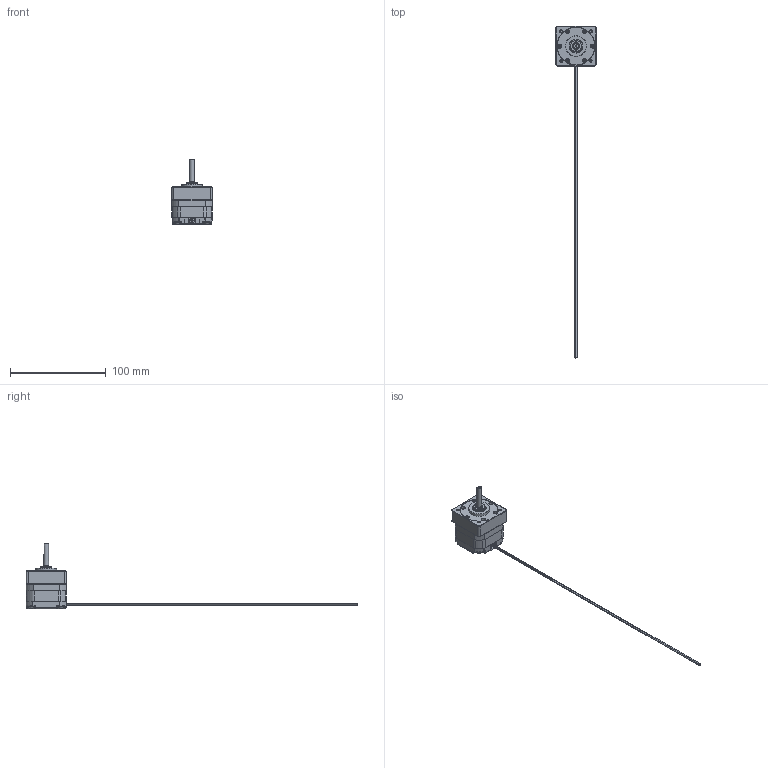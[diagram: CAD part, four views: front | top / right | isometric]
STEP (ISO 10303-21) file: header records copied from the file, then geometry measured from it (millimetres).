
FILE_DESCRIPTION(/* description */ (''),/* implementation_level */ '2;1');
FILE_NAME(/* name */ '4611110021361.stp',/* time_stamp */ '2021-05-18T12:36:12-07:00',/* author */ ('TKNguyen'),/* organization */ (''),/* preprocessor_version */ 'ST-DEVELOPER v17',/* originating_system */ 'Autodesk Inventor 2019',/* authorisation */ '');
FILE_SCHEMA (('AUTOMOTIVE_DESIGN { 1 0 10303 214 3 1 1 }'));
Products named in the file (27): 4611110021361; 4219121303960; 4613102800176 Solid; 4613102100915; 3698153000071; 3698153000033; 023-00048; 021-00282; 054-00028; 4613108008541; 4332101207801; 005-00086; 4118 35mm thick; 002-00101; 020-00001; 038-00505; 141-00010; 035-00076; 4332401000729; 4332401000729-02 Housing; 4332401000729-09 Shaft; 4332401000729-04 Big bearing; 4332401000729-07 Sun ring; 4332401000729-06 Small bearing; 4332401000729-05Shaft pinion gear; 4332401000729-11 RingPlate with holes; 038-00338
Assembly tree (41 placements, depth 4):
  4611110021361
    4219121303960
    4613102800176 Solid
      4613102100915
      3698153000071
      3698153000033
    023-00048
      021-00282
      020-00001
    054-00028
    4613108008541
      4332101207801
      005-00086  x2
        4118 35mm thick
      002-00101
      020-00001
    038-00505  x2
    141-00010
    035-00076
    4332401000729
      4332401000729-02 Housing
      4332401000729-09 Shaft
      4332401000729-04 Big bearing
      4332401000729-07 Sun ring
      4332401000729-06 Small bearing
      4332401000729-05Shaft pinion gear
      4332401000729-11 RingPlate with holes
    038-00338  x2
Bounding box: 42.16 x 347.47 x 68.71 mm (x, y, z)
Volume: 44756.7 mm3; surface area: 69401 mm2
Topology: 50 solids, 50 shells, 2084 faces, 5621 edges, 3667 vertices
Faces by surface type: plane 962, cylinder 883, cone 133, torus 50, sphere 34, bspline 22
Full cylindrical faces by diameter (mm): 0.965 x4, 1 x1, 1.25 x2, 1.524 x16, 1.6 x6, 2 x120, 2.2 x6, 2.21 x8, 2.464 x2, 2.5 x4, 2.997 x4, 3 x3, 3.302 x6, 3.404 x4, 3.498 x1, 3.5 x2, 4 x6, 4.793 x2, 4.994 x1, 4.996 x2, 5.001 x2, 5.207 x2, 5.5 x2, 6.2 x1, 6.3 x1, 6.49 x1, 6.518 x24, 6.6 x1, 6.985 x1, 7 x4
Entity records: 59547 total; most frequent: DIRECTION 10718, CARTESIAN_POINT 10684, ORIENTED_EDGE 9826, EDGE_CURVE 4913, AXIS2_PLACEMENT_3D 4048, VERTEX_POINT 3208, LINE 2622, VECTOR 2622
